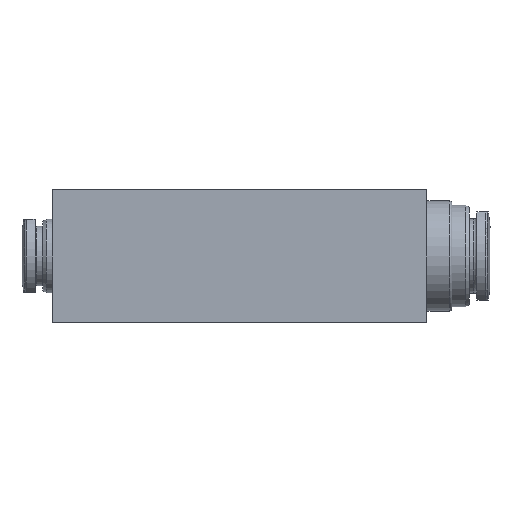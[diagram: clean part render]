
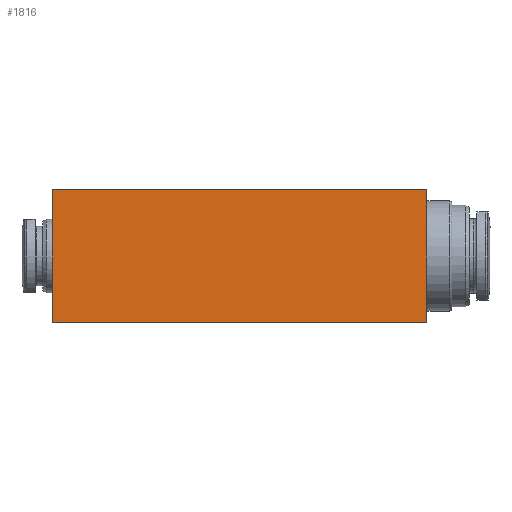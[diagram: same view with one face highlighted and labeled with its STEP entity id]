
A CAD part, front view. The second image highlights one B-rep face of the part: STEP entity #1816.
In plain terms, the highlighted planar face has unit normal (0, -1, 0).
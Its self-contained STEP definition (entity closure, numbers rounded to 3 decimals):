
#27=PLANE('',#1934);
#122=LINE('',#2524,#196);
#146=LINE('',#2601,#220);
#161=LINE('',#2714,#235);
#162=LINE('',#2715,#236);
#196=VECTOR('',#2097,1000.);
#220=VECTOR('',#2123,1000.);
#235=VECTOR('',#2196,1000.);
#236=VECTOR('',#2197,1000.);
#393=ORIENTED_EDGE('',*,*,#700,.T.);
#394=ORIENTED_EDGE('',*,*,#659,.F.);
#395=ORIENTED_EDGE('',*,*,#701,.F.);
#396=ORIENTED_EDGE('',*,*,#633,.T.);
#633=EDGE_CURVE('',#796,#795,#122,.T.);
#659=EDGE_CURVE('',#821,#822,#146,.T.);
#700=EDGE_CURVE('',#795,#822,#161,.T.);
#701=EDGE_CURVE('',#796,#821,#162,.T.);
#795=VERTEX_POINT('',#2523);
#796=VERTEX_POINT('',#2525);
#821=VERTEX_POINT('',#2600);
#822=VERTEX_POINT('',#2602);
#979=EDGE_LOOP('',(#393,#394,#395,#396));
#1099=FACE_BOUND('',#979,.T.);
#1816=ADVANCED_FACE('',(#1099),#27,.F.);
#1934=AXIS2_PLACEMENT_3D('',#2713,#2194,#2195);
#2097=DIRECTION('',(-1.,0.,0.));
#2123=DIRECTION('',(-1.,0.,0.));
#2194=DIRECTION('',(0.,1.,0.));
#2195=DIRECTION('',(0.,0.,1.));
#2196=DIRECTION('',(0.,0.,-1.));
#2197=DIRECTION('',(0.,0.,-1.));
#2523=CARTESIAN_POINT('',(-25.5,0.,9.));
#2524=CARTESIAN_POINT('',(25.5,0.,9.));
#2525=CARTESIAN_POINT('',(25.5,0.,9.));
#2600=CARTESIAN_POINT('',(25.5,0.,-9.));
#2601=CARTESIAN_POINT('',(25.5,0.,-9.));
#2602=CARTESIAN_POINT('',(-25.5,0.,-9.));
#2713=CARTESIAN_POINT('',(25.5,0.,9.));
#2714=CARTESIAN_POINT('',(-25.5,0.,9.));
#2715=CARTESIAN_POINT('',(25.5,0.,9.));
